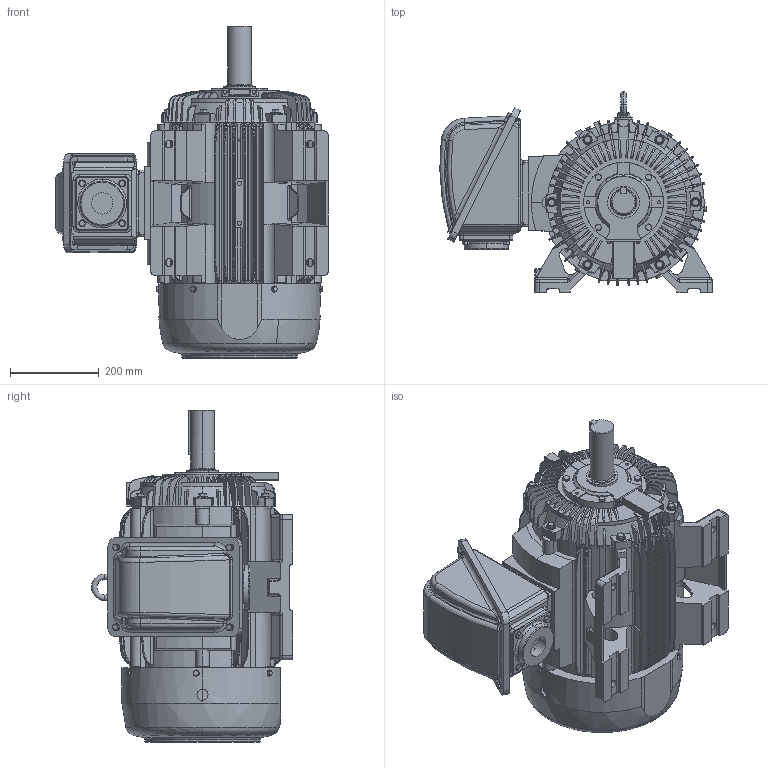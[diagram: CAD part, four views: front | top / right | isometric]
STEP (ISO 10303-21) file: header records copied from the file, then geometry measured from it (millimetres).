
FILE_DESCRIPTION (( 'STEP AP203' ), '1' );
FILE_NAME ('AEHH8N 11- 324T(X) .STEP', '2020-03-05T07:21:15', ( '' ), ( '' ), 'SwSTEP 2.0', 'SolidWorks 2018', '' );
FILE_SCHEMA (( 'CONFIG_CONTROL_DESIGN' ));
Length unit declared in the file: millimetre
Products named in the file (1): AEHH8N 11- 324T(X) 
Bounding box: 614.51 x 453.75 x 749.05 mm (x, y, z)
Volume: 65829641.1 mm3; surface area: 2079541.6 mm2
Topology: 26 solids, 26 shells, 3046 faces, 7576 edges, 4738 vertices
Faces by surface type: plane 1192, cylinder 830, bspline 442, cone 366, torus 210, sphere 6
Entity records: 122004 total; most frequent: CARTESIAN_POINT 53813, ORIENTED_EDGE 15100, DIRECTION 13122, EDGE_CURVE 7550, AXIS2_PLACEMENT_3D 5081, VERTEX_POINT 4738, EDGE_LOOP 3274, FACE_OUTER_BOUND 3046
